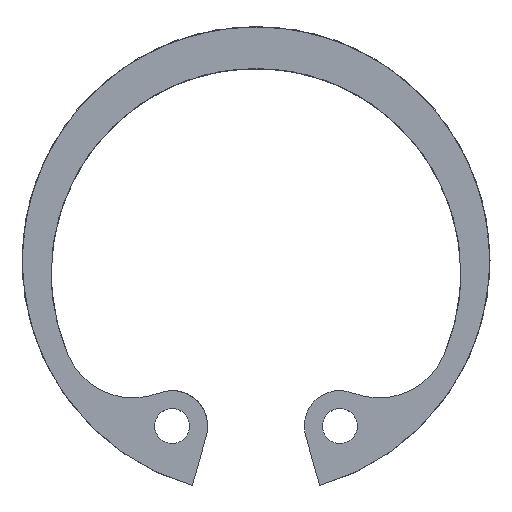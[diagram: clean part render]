
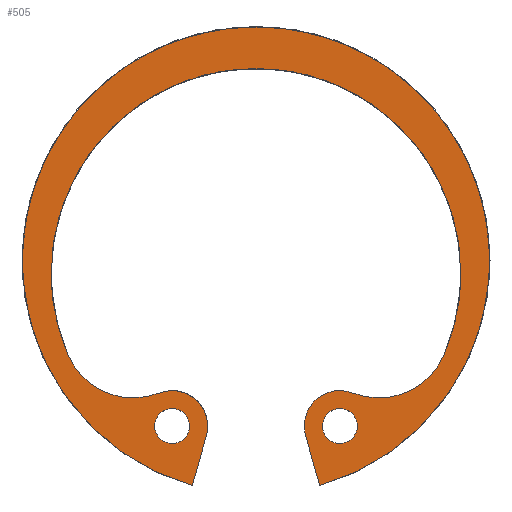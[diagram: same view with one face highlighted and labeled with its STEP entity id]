
A CAD part, top view. The second image highlights one B-rep face of the part: STEP entity #505.
In plain terms, the highlighted planar face has unit normal (0, 0, 1).
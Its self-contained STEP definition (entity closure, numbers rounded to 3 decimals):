
#13=FACE_BOUND('',#76,.T.);
#14=FACE_BOUND('',#77,.T.);
#18=PLANE('',#609);
#54=FACE_OUTER_BOUND('',#75,.T.);
#75=EDGE_LOOP('',(#456,#457,#458,#459,#460,#461,#462,#463));
#76=EDGE_LOOP('',(#464));
#77=EDGE_LOOP('',(#465));
#114=CIRCLE('',#610,10.05);
#115=CIRCLE('',#611,1.525);
#116=CIRCLE('',#612,3.05);
#117=CIRCLE('',#613,8.801);
#118=CIRCLE('',#614,3.05);
#119=CIRCLE('',#615,1.525);
#120=CIRCLE('',#616,0.75);
#121=CIRCLE('',#617,0.75);
#162=LINE('',#960,#204);
#163=LINE('',#971,#205);
#204=VECTOR('',#766,2.222);
#205=VECTOR('',#777,2.222);
#280=VERTEX_POINT('',#956);
#281=VERTEX_POINT('',#957);
#282=VERTEX_POINT('',#959);
#283=VERTEX_POINT('',#961);
#284=VERTEX_POINT('',#963);
#285=VERTEX_POINT('',#965);
#286=VERTEX_POINT('',#967);
#287=VERTEX_POINT('',#969);
#288=VERTEX_POINT('',#972);
#289=VERTEX_POINT('',#974);
#368=EDGE_CURVE('',#280,#281,#114,.T.);
#369=EDGE_CURVE('',#281,#282,#162,.T.);
#370=EDGE_CURVE('',#282,#283,#115,.T.);
#371=EDGE_CURVE('',#283,#284,#116,.T.);
#372=EDGE_CURVE('',#284,#285,#117,.T.);
#373=EDGE_CURVE('',#285,#286,#118,.T.);
#374=EDGE_CURVE('',#286,#287,#119,.T.);
#375=EDGE_CURVE('',#287,#280,#163,.T.);
#376=EDGE_CURVE('',#288,#288,#120,.T.);
#377=EDGE_CURVE('',#289,#289,#121,.T.);
#456=ORIENTED_EDGE('',*,*,#368,.T.);
#457=ORIENTED_EDGE('',*,*,#369,.T.);
#458=ORIENTED_EDGE('',*,*,#370,.T.);
#459=ORIENTED_EDGE('',*,*,#371,.T.);
#460=ORIENTED_EDGE('',*,*,#372,.T.);
#461=ORIENTED_EDGE('',*,*,#373,.T.);
#462=ORIENTED_EDGE('',*,*,#374,.T.);
#463=ORIENTED_EDGE('',*,*,#375,.T.);
#464=ORIENTED_EDGE('',*,*,#376,.T.);
#465=ORIENTED_EDGE('',*,*,#377,.T.);
#505=ADVANCED_FACE('',(#54,#13,#14),#18,.T.);
#609=AXIS2_PLACEMENT_3D('',#955,#762,#763);
#610=AXIS2_PLACEMENT_3D('',#958,#764,#765);
#611=AXIS2_PLACEMENT_3D('',#962,#767,#768);
#612=AXIS2_PLACEMENT_3D('',#964,#769,#770);
#613=AXIS2_PLACEMENT_3D('',#966,#771,#772);
#614=AXIS2_PLACEMENT_3D('',#968,#773,#774);
#615=AXIS2_PLACEMENT_3D('',#970,#775,#776);
#616=AXIS2_PLACEMENT_3D('',#973,#778,#779);
#617=AXIS2_PLACEMENT_3D('',#975,#780,#781);
#762=DIRECTION('center_axis',(0.,0.,1.));
#763=DIRECTION('ref_axis',(1.,0.,0.));
#764=DIRECTION('center_axis',(0.,0.,1.));
#765=DIRECTION('ref_axis',(1.,0.,0.));
#766=DIRECTION('',(0.272,0.962,0.));
#767=DIRECTION('center_axis',(0.,0.,1.));
#768=DIRECTION('ref_axis',(1.,0.,0.));
#769=DIRECTION('center_axis',(0.,0.,
-1.));
#770=DIRECTION('ref_axis',(0.365,-0.931,0.));
#771=DIRECTION('center_axis',(0.,0.,
-1.));
#772=DIRECTION('ref_axis',(-0.916,-0.401,0.));
#773=DIRECTION('center_axis',(0.,0.,
-1.));
#774=DIRECTION('ref_axis',(0.916,-0.401,0.));
#775=DIRECTION('center_axis',(0.,0.,1.));
#776=DIRECTION('ref_axis',(1.,0.,0.));
#777=DIRECTION('',(0.272,-0.962,0.));
#778=DIRECTION('center_axis',(0.,0.,-1.));
#779=DIRECTION('ref_axis',(-1.,0.,0.));
#780=DIRECTION('center_axis',(0.,0.,-1.));
#781=DIRECTION('ref_axis',(-1.,0.,0.));
#955=CARTESIAN_POINT('Origin',(0.,-9.788,0.));
#956=CARTESIAN_POINT('',(2.737,-9.67,0.));
#957=CARTESIAN_POINT('',(-2.737,-9.67,0.));
#958=CARTESIAN_POINT('Origin',(0.,0.,0.));
#959=CARTESIAN_POINT('',(-2.132,-7.532,0.));
#960=CARTESIAN_POINT('',(-2.737,-9.67,0.));
#961=CARTESIAN_POINT('',(-4.156,-5.697,0.));
#962=CARTESIAN_POINT('Origin',(-3.599,-7.116,0.));
#963=CARTESIAN_POINT('',(-8.062,-4.08,0.));
#964=CARTESIAN_POINT('Origin',(-5.268,-2.857,0.));
#965=CARTESIAN_POINT('',(8.062,-4.08,0.));
#966=CARTESIAN_POINT('Origin',(0.,-0.551,
0.));
#967=CARTESIAN_POINT('',(4.156,-5.697,0.));
#968=CARTESIAN_POINT('Origin',(5.268,-2.857,0.));
#969=CARTESIAN_POINT('',(2.132,-7.532,0.));
#970=CARTESIAN_POINT('Origin',(3.599,-7.116,0.));
#971=CARTESIAN_POINT('',(2.132,-7.532,0.));
#972=CARTESIAN_POINT('',(-2.849,-7.116,0.));
#973=CARTESIAN_POINT('Origin',(-3.599,-7.116,0.));
#974=CARTESIAN_POINT('',(4.349,-7.116,0.));
#975=CARTESIAN_POINT('Origin',(3.599,-7.116,0.));
